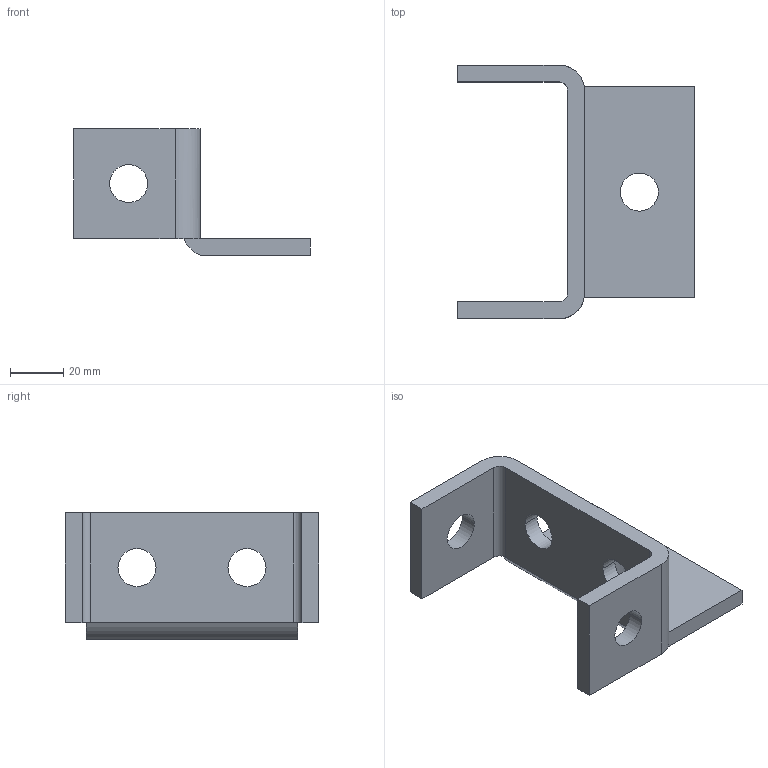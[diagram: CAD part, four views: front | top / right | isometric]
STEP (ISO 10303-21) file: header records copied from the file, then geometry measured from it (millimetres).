
FILE_DESCRIPTION(('TurboCAD Mac Pro'),'Build 980');
FILE_NAME('P2453.stp',' ',(''),(''),'ACIS Interop','IMSI','TurboCAD Mac Pro BY IMSI, INCORPORATED');
FILE_SCHEMA(('automotive_design'));
Length unit declared in the file: inch
Products named in the file (1): 1
Bounding box: 88.9 x 95.25 x 47.62 mm (x, y, z)
Volume: 62878.3 mm3; surface area: 24618 mm2
Topology: 1 solids, 1 shells, 31 faces, 83 edges, 54 vertices
Faces by surface type: plane 16, cylinder 15
Entity records: 1269 total; most frequent: DIRECTION 179, CARTESIAN_POINT 169, ORIENTED_EDGE 166, EDGE_CURVE 83, AXIS2_PLACEMENT_3D 64, VERTEX_POINT 54, LINE 51, VECTOR 51
